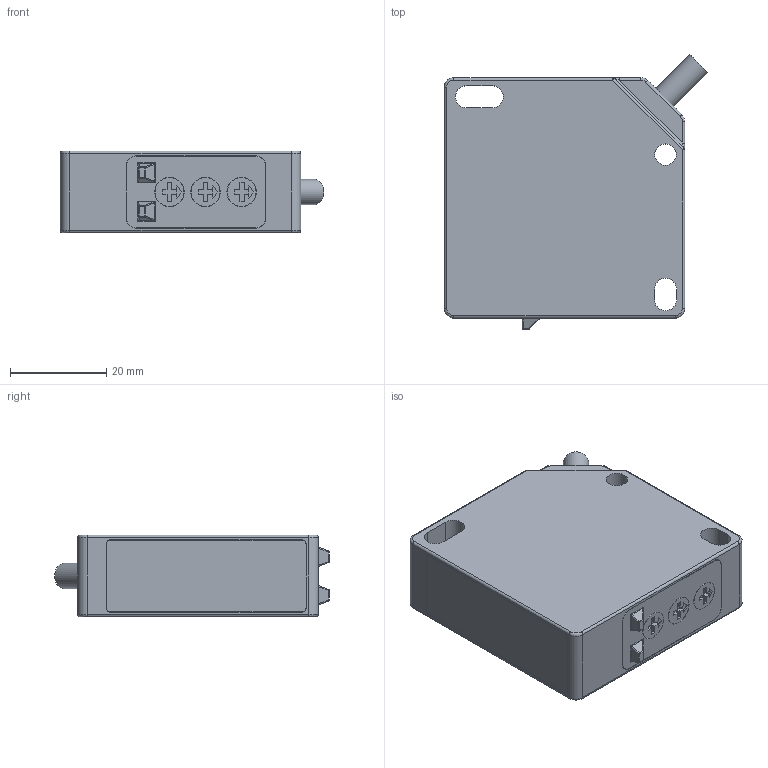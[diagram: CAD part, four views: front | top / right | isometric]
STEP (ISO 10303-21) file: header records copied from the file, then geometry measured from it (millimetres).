
FILE_DESCRIPTION(/* description */ (''),/* implementation_level */ '2;1');
FILE_NAME(/* name */ 'PC50-cable-bgs.stp',/* time_stamp */ '2017-02-23T14:40:07+01:00',/* author */ ('tvb'),/* organization */ (''),/* preprocessor_version */ 'ST-DEVELOPER v16.1',/* originating_system */ 'Autodesk Inventor 2016',/* authorisation */ '');
FILE_SCHEMA (('AUTOMOTIVE_DESIGN { 1 0 10303 214 3 1 1 }'));
Length unit declared in the file: centimetre
Products named in the file (1): PC50-cable-bgs
Bounding box: 54.77 x 57.07 x 17 mm (x, y, z)
Volume: 39958.7 mm3; surface area: 10634.6 mm2
Topology: 5 solids, 5 shells, 289 faces, 697 edges, 404 vertices
Faces by surface type: plane 112, cylinder 107, bspline 32, torus 22, sphere 16
Full cylindrical faces by diameter (mm): 4.45 x1, 5.25 x1, 6 x3, 6.1 x3
Entity records: 9020 total; most frequent: CARTESIAN_POINT 1979, DIRECTION 1473, ORIENTED_EDGE 1338, EDGE_CURVE 669, AXIS2_PLACEMENT_3D 546, VERTEX_POINT 404, LINE 381, VECTOR 381
